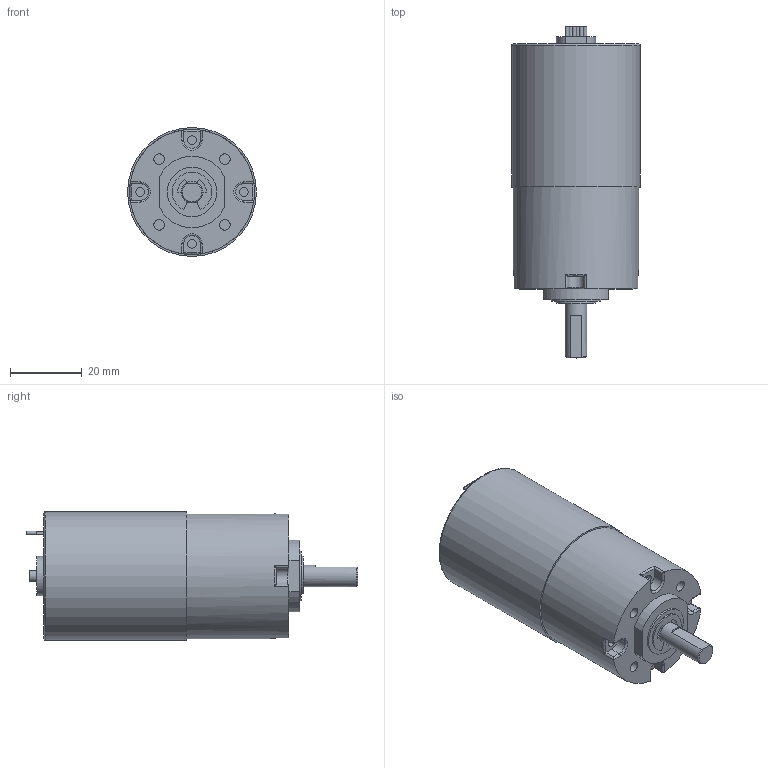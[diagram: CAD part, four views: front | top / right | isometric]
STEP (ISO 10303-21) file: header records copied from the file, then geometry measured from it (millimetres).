
FILE_DESCRIPTION((''),'2;1');
FILE_NAME('K35-3640 SERIES.stp','2015-02-26T17:47:00',('AHN'),(''),'Autodesk Inventor 2012','Autodesk Inventor 2012','');
FILE_SCHEMA(('CONFIG_CONTROL_DESIGN'));
Length unit declared in the file: millimetre
Products named in the file (1): k35-3640
Bounding box: 36 x 92.8 x 36 mm (x, y, z)
Volume: 69337.7 mm3; surface area: 10682.2 mm2
Topology: 1 solids, 1 shells, 130 faces, 294 edges, 176 vertices
Faces by surface type: plane 68, cylinder 52, torus 9, cone 1
Full cylindrical faces by diameter (mm): 1 x2, 2.4 x4, 3 x4, 3.1 x1, 6 x1, 11 x1, 13.8 x1, 35 x1, 36 x1
Entity records: 3650 total; most frequent: CARTESIAN_POINT 690, DIRECTION 670, ORIENTED_EDGE 554, EDGE_CURVE 277, AXIS2_PLACEMENT_3D 272, VERTEX_POINT 174, EDGE_LOOP 160, CIRCLE 133
